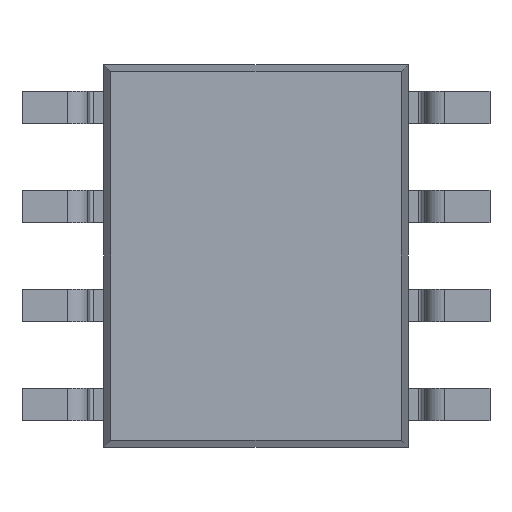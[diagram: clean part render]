
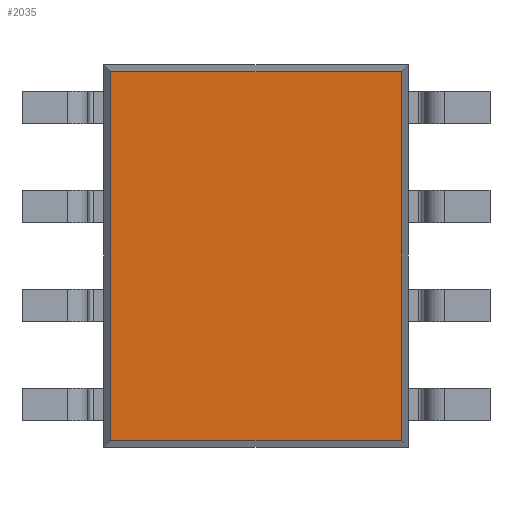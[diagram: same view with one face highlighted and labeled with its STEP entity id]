
A CAD part, front view. The second image highlights one B-rep face of the part: STEP entity #2035.
In plain terms, the highlighted planar face has unit normal (0, -1, 0).
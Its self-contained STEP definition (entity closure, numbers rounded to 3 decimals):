
#1337 = PLANE('',#1338);
#1338 = AXIS2_PLACEMENT_3D('',#1339,#1340,#1341);
#1339 = CARTESIAN_POINT('',(1.95,0.925,-2.45));
#1340 = DIRECTION('',(0.99,-0.139,0.)
  );
#1341 = DIRECTION('',(0.139,0.99,0.));
#1423 = PLANE('',#1424);
#1424 = AXIS2_PLACEMENT_3D('',#1425,#1426,#1427);
#1425 = CARTESIAN_POINT('',(-1.95,0.925,-2.45));
#1426 = DIRECTION('',(0.,-0.139,-0.99
    ));
#1427 = DIRECTION('',(0.,0.99,-0.139));
#1509 = PLANE('',#1510);
#1510 = AXIS2_PLACEMENT_3D('',#1511,#1512,#1513);
#1511 = CARTESIAN_POINT('',(-1.95,0.925,2.45));
#1512 = DIRECTION('',(-0.99,-0.139,0.)
  );
#1513 = DIRECTION('',(0.139,-0.99,0.));
#1588 = PLANE('',#1589);
#1589 = AXIS2_PLACEMENT_3D('',#1590,#1591,#1592);
#1590 = CARTESIAN_POINT('',(1.95,0.925,2.45));
#1591 = DIRECTION('',(0.,-0.139,0.99)
  );
#1592 = DIRECTION('',(0.,-0.99,-0.139));
#1840 = VERTEX_POINT('',#1841);
#1841 = CARTESIAN_POINT('',(1.862,0.3,-2.362));
#1862 = EDGE_CURVE('',#1863,#1840,#1865,.T.);
#1863 = VERTEX_POINT('',#1864);
#1864 = CARTESIAN_POINT('',(-1.862,0.3,-2.362));
#1865 = SURFACE_CURVE('',#1866,(#1870,#1877),.PCURVE_S1.);
#1866 = LINE('',#1867,#1868);
#1867 = CARTESIAN_POINT('',(-1.95,0.3,-2.362));
#1868 = VECTOR('',#1869,1.);
#1869 = DIRECTION('',(1.,-0.,0.));
#1870 = PCURVE('',#1423,#1871);
#1871 = DEFINITIONAL_REPRESENTATION('',(#1872),#1876);
#1872 = LINE('',#1873,#1874);
#1873 = CARTESIAN_POINT('',(-0.631,0.));
#1874 = VECTOR('',#1875,1.);
#1875 = DIRECTION('',(0.,1.));
#1876 = ( GEOMETRIC_REPRESENTATION_CONTEXT(2) 
PARAMETRIC_REPRESENTATION_CONTEXT() REPRESENTATION_CONTEXT('2D SPACE',''
  ) );
#1877 = PCURVE('',#1878,#1883);
#1878 = PLANE('',#1879);
#1879 = AXIS2_PLACEMENT_3D('',#1880,#1881,#1882);
#1880 = CARTESIAN_POINT('',(0.,0.3,0.));
#1881 = DIRECTION('',(0.,-1.,0.));
#1882 = DIRECTION('',(0.,-0.,-1.));
#1883 = DEFINITIONAL_REPRESENTATION('',(#1884),#1888);
#1884 = LINE('',#1885,#1886);
#1885 = CARTESIAN_POINT('',(2.362,-1.95));
#1886 = VECTOR('',#1887,1.);
#1887 = DIRECTION('',(0.,1.));
#1888 = ( GEOMETRIC_REPRESENTATION_CONTEXT(2) 
PARAMETRIC_REPRESENTATION_CONTEXT() REPRESENTATION_CONTEXT('2D SPACE',''
  ) );
#1916 = VERTEX_POINT('',#1917);
#1917 = CARTESIAN_POINT('',(1.862,0.3,2.362));
#1938 = EDGE_CURVE('',#1840,#1916,#1939,.T.);
#1939 = SURFACE_CURVE('',#1940,(#1944,#1951),.PCURVE_S1.);
#1940 = LINE('',#1941,#1942);
#1941 = CARTESIAN_POINT('',(1.862,0.3,-2.45));
#1942 = VECTOR('',#1943,1.);
#1943 = DIRECTION('',(0.,-0.,1.));
#1944 = PCURVE('',#1337,#1945);
#1945 = DEFINITIONAL_REPRESENTATION('',(#1946),#1950);
#1946 = LINE('',#1947,#1948);
#1947 = CARTESIAN_POINT('',(-0.631,0.));
#1948 = VECTOR('',#1949,1.);
#1949 = DIRECTION('',(0.,1.));
#1950 = ( GEOMETRIC_REPRESENTATION_CONTEXT(2) 
PARAMETRIC_REPRESENTATION_CONTEXT() REPRESENTATION_CONTEXT('2D SPACE',''
  ) );
#1951 = PCURVE('',#1878,#1952);
#1952 = DEFINITIONAL_REPRESENTATION('',(#1953),#1957);
#1953 = LINE('',#1954,#1955);
#1954 = CARTESIAN_POINT('',(2.45,1.862));
#1955 = VECTOR('',#1956,1.);
#1956 = DIRECTION('',(-1.,0.));
#1957 = ( GEOMETRIC_REPRESENTATION_CONTEXT(2) 
PARAMETRIC_REPRESENTATION_CONTEXT() REPRESENTATION_CONTEXT('2D SPACE',''
  ) );
#1965 = VERTEX_POINT('',#1966);
#1966 = CARTESIAN_POINT('',(-1.862,0.3,2.362));
#1987 = EDGE_CURVE('',#1916,#1965,#1988,.T.);
#1988 = SURFACE_CURVE('',#1989,(#1993,#2000),.PCURVE_S1.);
#1989 = LINE('',#1990,#1991);
#1990 = CARTESIAN_POINT('',(1.95,0.3,2.362));
#1991 = VECTOR('',#1992,1.);
#1992 = DIRECTION('',(-1.,-0.,0.));
#1993 = PCURVE('',#1588,#1994);
#1994 = DEFINITIONAL_REPRESENTATION('',(#1995),#1999);
#1995 = LINE('',#1996,#1997);
#1996 = CARTESIAN_POINT('',(0.631,0.));
#1997 = VECTOR('',#1998,1.);
#1998 = DIRECTION('',(0.,-1.));
#1999 = ( GEOMETRIC_REPRESENTATION_CONTEXT(2) 
PARAMETRIC_REPRESENTATION_CONTEXT() REPRESENTATION_CONTEXT('2D SPACE',''
  ) );
#2000 = PCURVE('',#1878,#2001);
#2001 = DEFINITIONAL_REPRESENTATION('',(#2002),#2006);
#2002 = LINE('',#2003,#2004);
#2003 = CARTESIAN_POINT('',(-2.362,1.95));
#2004 = VECTOR('',#2005,1.);
#2005 = DIRECTION('',(0.,-1.));
#2006 = ( GEOMETRIC_REPRESENTATION_CONTEXT(2) 
PARAMETRIC_REPRESENTATION_CONTEXT() REPRESENTATION_CONTEXT('2D SPACE',''
  ) );
#2014 = EDGE_CURVE('',#1965,#1863,#2015,.T.);
#2015 = SURFACE_CURVE('',#2016,(#2020,#2027),.PCURVE_S1.);
#2016 = LINE('',#2017,#2018);
#2017 = CARTESIAN_POINT('',(-1.862,0.3,2.45));
#2018 = VECTOR('',#2019,1.);
#2019 = DIRECTION('',(0.,-0.,-1.));
#2020 = PCURVE('',#1509,#2021);
#2021 = DEFINITIONAL_REPRESENTATION('',(#2022),#2026);
#2022 = LINE('',#2023,#2024);
#2023 = CARTESIAN_POINT('',(0.631,0.));
#2024 = VECTOR('',#2025,1.);
#2025 = DIRECTION('',(0.,-1.));
#2026 = ( GEOMETRIC_REPRESENTATION_CONTEXT(2) 
PARAMETRIC_REPRESENTATION_CONTEXT() REPRESENTATION_CONTEXT('2D SPACE',''
  ) );
#2027 = PCURVE('',#1878,#2028);
#2028 = DEFINITIONAL_REPRESENTATION('',(#2029),#2033);
#2029 = LINE('',#2030,#2031);
#2030 = CARTESIAN_POINT('',(-2.45,-1.862));
#2031 = VECTOR('',#2032,1.);
#2032 = DIRECTION('',(1.,0.));
#2033 = ( GEOMETRIC_REPRESENTATION_CONTEXT(2) 
PARAMETRIC_REPRESENTATION_CONTEXT() REPRESENTATION_CONTEXT('2D SPACE',''
  ) );
#2035 = ADVANCED_FACE('',(#2036),#1878,.T.);
#2036 = FACE_BOUND('',#2037,.T.);
#2037 = EDGE_LOOP('',(#2038,#2039,#2040,#2041));
#2038 = ORIENTED_EDGE('',*,*,#1862,.T.);
#2039 = ORIENTED_EDGE('',*,*,#1938,.T.);
#2040 = ORIENTED_EDGE('',*,*,#1987,.T.);
#2041 = ORIENTED_EDGE('',*,*,#2014,.T.);
